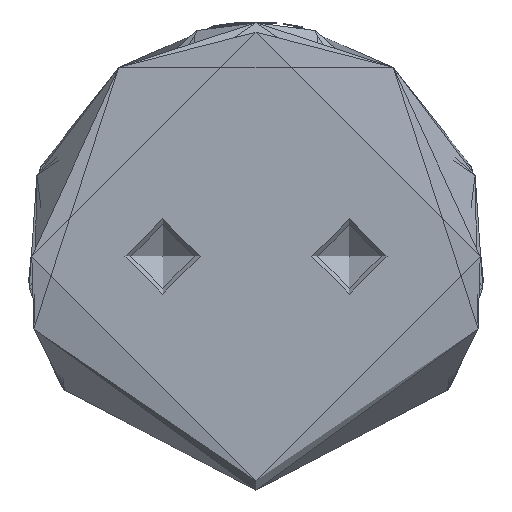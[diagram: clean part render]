
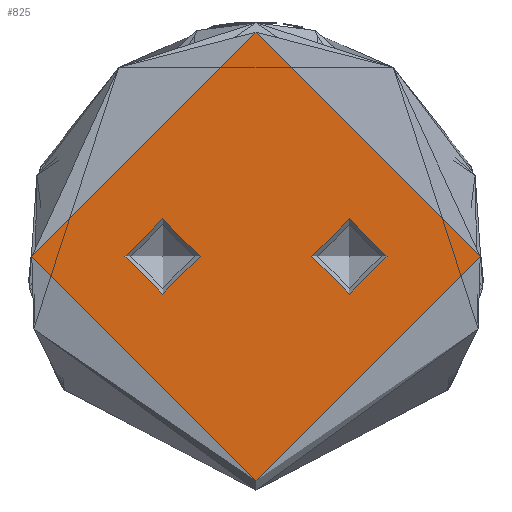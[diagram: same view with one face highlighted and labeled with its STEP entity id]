
A CAD part, front view. The second image highlights one B-rep face of the part: STEP entity #825.
In plain terms, the highlighted face is planar.
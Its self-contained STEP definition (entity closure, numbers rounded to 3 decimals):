
#38 = VERTEX_POINT ( 'NONE', #1235 ) ;
#367 = EDGE_LOOP ( 'NONE', ( #2805 ) ) ;
#466 = FACE_OUTER_BOUND ( 'NONE', #5242, .T. ) ;
#479 = FACE_BOUND ( 'NONE', #5093, .T. ) ;
#497 = CARTESIAN_POINT ( 'NONE',  ( 10., 0., 0. ) ) ;
#523 = CARTESIAN_POINT ( 'NONE',  ( -10., 0., 0. ) ) ;
#658 = PLANE ( 'NONE',  #1404 ) ;
#825 = ADVANCED_FACE ( 'NONE', ( #3460, #479, #466 ), #658, .F. ) ;
#952 = DIRECTION ( 'NONE',  ( 1., 0., 0. ) ) ;
#983 = DIRECTION ( 'NONE',  ( 1., 0., 0. ) ) ;
#1050 = CIRCLE ( 'NONE', #5380, 4.025 ) ;
#1129 = DIRECTION ( 'NONE',  ( 0., 0., -1. ) ) ;
#1197 = DIRECTION ( 'NONE',  ( 0., 0., 1. ) ) ;
#1235 = CARTESIAN_POINT ( 'NONE',  ( -5.975, 0., 0. ) ) ;
#1376 = AXIS2_PLACEMENT_3D ( 'NONE', #497, #3689, #952 ) ;
#1404 = AXIS2_PLACEMENT_3D ( 'NONE', #3863, #1129, #4327 ) ;
#1667 = CARTESIAN_POINT ( 'NONE',  ( 14.025, 0., 0. ) ) ;
#2105 = CARTESIAN_POINT ( 'NONE',  ( 0., -24., 0. ) ) ;
#2319 = EDGE_CURVE ( 'NONE', #2947, #2947, #2808, .T. ) ;
#2496 = VERTEX_POINT ( 'NONE', #2105 ) ;
#2631 = EDGE_CURVE ( 'NONE', #2496, #2496, #3036, .T. ) ;
#2805 = ORIENTED_EDGE ( 'NONE', *, *, #5200, .F. ) ;
#2808 = CIRCLE ( 'NONE', #1376, 4.025 ) ;
#2947 = VERTEX_POINT ( 'NONE', #1667 ) ;
#3036 = CIRCLE ( 'NONE', #4633, 24. ) ;
#3460 = FACE_BOUND ( 'NONE', #367, .T. ) ;
#3465 = ORIENTED_EDGE ( 'NONE', *, *, #2319, .F. ) ;
#3689 = DIRECTION ( 'NONE',  ( 0., 0., 1. ) ) ;
#3722 = DIRECTION ( 'NONE',  ( 0., 0., 1. ) ) ;
#3863 = CARTESIAN_POINT ( 'NONE',  ( 0., 24., 0. ) ) ;
#3933 = CARTESIAN_POINT ( 'NONE',  ( 0., 0., 0. ) ) ;
#4327 = DIRECTION ( 'NONE',  ( 0., 1., 0. ) ) ;
#4392 = DIRECTION ( 'NONE',  ( 0., -1., 0. ) ) ;
#4633 = AXIS2_PLACEMENT_3D ( 'NONE', #3933, #1197, #4392 ) ;
#4791 = ORIENTED_EDGE ( 'NONE', *, *, #2631, .T. ) ;
#5093 = EDGE_LOOP ( 'NONE', ( #3465 ) ) ;
#5200 = EDGE_CURVE ( 'NONE', #38, #38, #1050, .T. ) ;
#5242 = EDGE_LOOP ( 'NONE', ( #4791 ) ) ;
#5380 = AXIS2_PLACEMENT_3D ( 'NONE', #523, #3722, #983 ) ;
